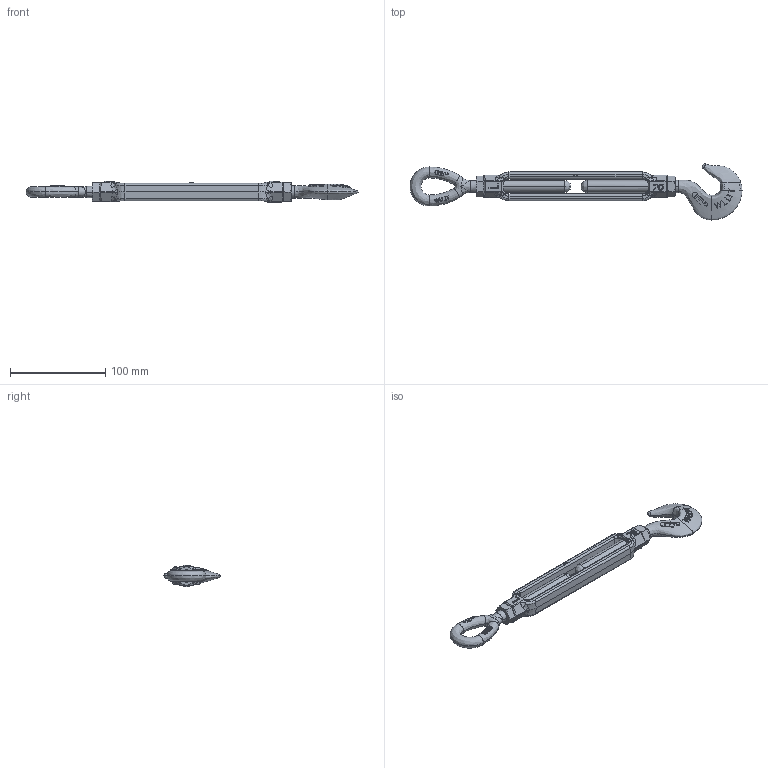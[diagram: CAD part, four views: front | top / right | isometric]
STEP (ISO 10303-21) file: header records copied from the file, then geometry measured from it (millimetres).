
FILE_DESCRIPTION(('STEP AP203'),'1');
FILE_NAME('SSGPHO1206.stp','2014-03-28T16:28:40',('TraceParts'),('TraceParts S.A.'),'XStep 1.0',' ',' ');
FILE_SCHEMA(('CONFIG_CONTROL_DESIGN'));
Length unit declared in the file: millimetre
Products named in the file (8): 1; 2; 3; 4; 5; 6; 7; 8
Bounding box: 348.77 x 59 x 22.6 mm (x, y, z)
Volume: 110784.7 mm3; surface area: 41959.2 mm2
Topology: 8 solids, 8 shells, 575 faces, 1543 edges, 983 vertices
Faces by surface type: plane 248, bspline 160, cylinder 111, cone 56
Entity records: 32973 total; most frequent: CARTESIAN_POINT 20227, ORIENTED_EDGE 3054, DIRECTION 1897, EDGE_CURVE 1527, VERTEX_POINT 983, B_SPLINE_CURVE_WITH_KNOTS 681, AXIS2_PLACEMENT_3D 675, EDGE_LOOP 600
